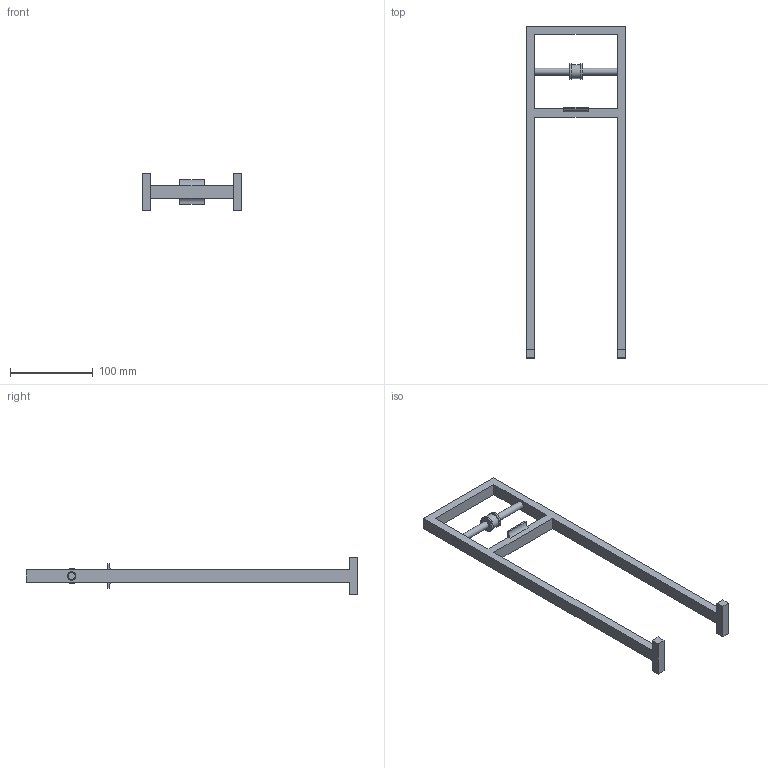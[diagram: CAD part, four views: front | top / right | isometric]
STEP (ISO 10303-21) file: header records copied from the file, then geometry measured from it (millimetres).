
FILE_DESCRIPTION(/* description */ (''),/* implementation_level */ '2;1');
FILE_NAME(/* name */ '',/* time_stamp */ '2023-02-20T23:52:05+03:00',/* author */ (''),/* organization */ (''),/* preprocessor_version */ 'ST-DEVELOPER v19.2',/* originating_system */ 'Autodesk Translation Framework v11.17.0.187',/* authorisation */ '');
FILE_SCHEMA (('AUTOMOTIVE_DESIGN { 1 0 10303 214 3 1 1 }'));
Length unit declared in the file: millimetre
Products named in the file (4): Стойка для блока; Component1; Component3; Component4
Assembly tree (3 placements, depth 2):
  Стойка для блока
    Component1
    Component3
    Component4
Bounding box: 120 x 400 x 45 mm (x, y, z)
Volume: 166307.7 mm3; surface area: 58867.4 mm2
Topology: 3 solids, 3 shells, 47 faces, 117 edges, 78 vertices
Faces by surface type: plane 34, cylinder 7, torus 4, bspline 2
Full cylindrical faces by diameter (mm): 8.5 x1, 8.7 x1, 10 x2, 16.7 x1, 18.7 x2
Entity records: 1574 total; most frequent: CARTESIAN_POINT 307, DIRECTION 243, ORIENTED_EDGE 234, EDGE_CURVE 117, LINE 87, VECTOR 87, VERTEX_POINT 78, AXIS2_PLACEMENT_3D 78
